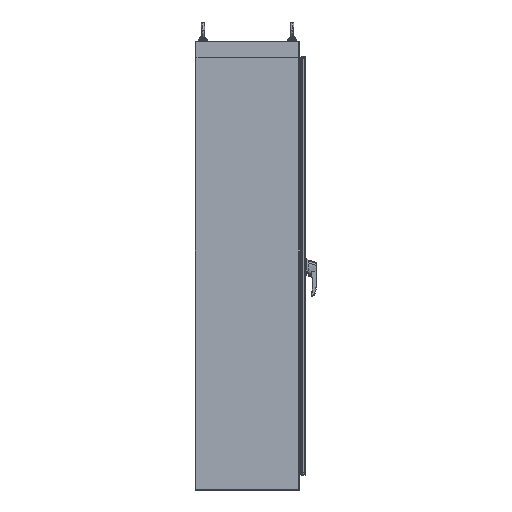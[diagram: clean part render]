
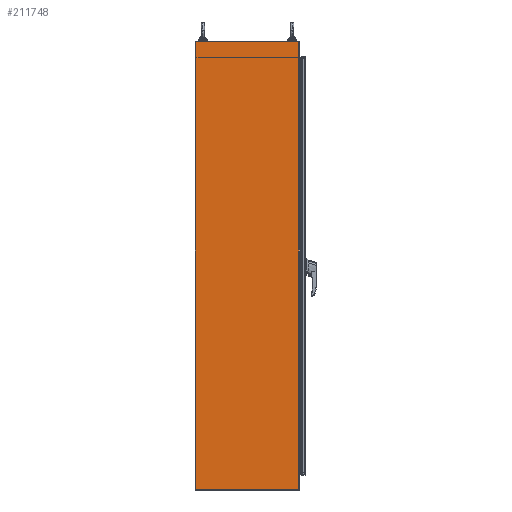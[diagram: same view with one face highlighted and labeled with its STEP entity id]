
A CAD part, left-side view. The second image highlights one B-rep face of the part: STEP entity #211748.
In plain terms, the highlighted planar face has unit normal (-1, 0, 0).
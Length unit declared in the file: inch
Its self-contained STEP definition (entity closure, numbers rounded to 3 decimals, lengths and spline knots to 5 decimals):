
#5565 = DIRECTION ( 'NONE',  ( 0., 0., 1. ) ) ;
#6423 = CARTESIAN_POINT ( 'NONE',  ( -74.5625, -19.94, -42.9375 ) ) ;
#7288 = PLANE ( 'NONE',  #152303 ) ;
#15386 = VECTOR ( 'NONE', #5565, 39.37008 ) ;
#18549 = CARTESIAN_POINT ( 'NONE',  ( -74.5625, -0.185, 42.9375 ) ) ;
#25175 = LINE ( 'NONE', #211344, #15386 ) ;
#44028 = DIRECTION ( 'NONE',  ( -1., 0., 0. ) ) ;
#55252 = VERTEX_POINT ( 'NONE', #193500 ) ;
#55702 = VERTEX_POINT ( 'NONE', #209157 ) ;
#59421 = EDGE_CURVE ( 'NONE', #193589, #55252, #25175, .T. ) ;
#63461 = VECTOR ( 'NONE', #201010, 39.37008 ) ;
#64853 = LINE ( 'NONE', #214333, #66143 ) ;
#65658 = ORIENTED_EDGE ( 'NONE', *, *, #75528, .T. ) ;
#66143 = VECTOR ( 'NONE', #192377, 39.37008 ) ;
#75528 = EDGE_CURVE ( 'NONE', #55252, #166022, #64853, .T. ) ;
#76861 = ORIENTED_EDGE ( 'NONE', *, *, #59421, .T. ) ;
#108621 = CARTESIAN_POINT ( 'NONE',  ( -74.5625, -0.1105, -42.9375 ) ) ;
#119223 = ORIENTED_EDGE ( 'NONE', *, *, #215980, .T. ) ;
#122009 = VECTOR ( 'NONE', #202926, 39.37008 ) ;
#125803 = LINE ( 'NONE', #108621, #122009 ) ;
#138661 = EDGE_CURVE ( 'NONE', #166022, #55702, #166651, .T. ) ;
#152303 = AXIS2_PLACEMENT_3D ( 'NONE', #211853, #44028, #209455 ) ;
#166022 = VERTEX_POINT ( 'NONE', #18549 ) ;
#166651 = LINE ( 'NONE', #241381, #63461 ) ;
#172696 = FACE_OUTER_BOUND ( 'NONE', #204120, .T. ) ;
#192377 = DIRECTION ( 'NONE',  ( 0., 1., 0. ) ) ;
#193500 = CARTESIAN_POINT ( 'NONE',  ( -74.5625, -19.94, 42.9375 ) ) ;
#193589 = VERTEX_POINT ( 'NONE', #6423 ) ;
#201010 = DIRECTION ( 'NONE',  ( 0., 0., -1. ) ) ;
#202926 = DIRECTION ( 'NONE',  ( 0., -1., 0. ) ) ;
#204120 = EDGE_LOOP ( 'NONE', ( #65658, #229139, #119223, #76861 ) ) ;
#209157 = CARTESIAN_POINT ( 'NONE',  ( -74.5625, -0.185, -42.9375 ) ) ;
#209455 = DIRECTION ( 'NONE',  ( 0., 1., 0. ) ) ;
#211344 = CARTESIAN_POINT ( 'NONE',  ( -74.5625, -19.94, 42.9375 ) ) ;
#211748 = ADVANCED_FACE ( 'NONE', ( #172696 ), #7288, .T. ) ;
#211853 = CARTESIAN_POINT ( 'NONE',  ( -74.5625, -0.1105, 42.9375 ) ) ;
#214333 = CARTESIAN_POINT ( 'NONE',  ( -74.5625, -0.1105, 42.9375 ) ) ;
#215980 = EDGE_CURVE ( 'NONE', #55702, #193589, #125803, .T. ) ;
#229139 = ORIENTED_EDGE ( 'NONE', *, *, #138661, .T. ) ;
#241381 = CARTESIAN_POINT ( 'NONE',  ( -74.5625, -0.185, 42.9375 ) ) ;
